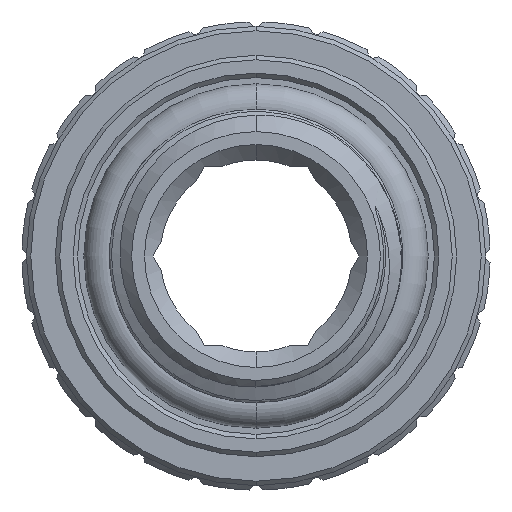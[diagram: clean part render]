
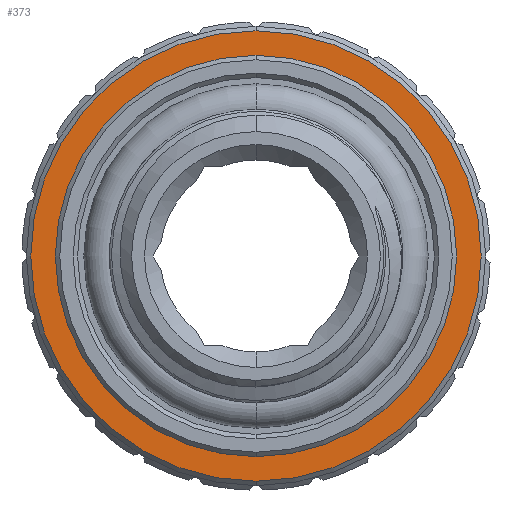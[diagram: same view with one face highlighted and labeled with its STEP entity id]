
A CAD part, front view. The second image highlights one B-rep face of the part: STEP entity #373.
In plain terms, the highlighted planar face has unit normal (0, -1, 0).
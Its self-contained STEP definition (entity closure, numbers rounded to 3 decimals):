
#299 = AXIS2_PLACEMENT_3D ( 'NONE', #15902, #2528, #14729 ) ;
#373 = ADVANCED_FACE ( 'NONE', ( #10957, #14010 ), #3153, .F. ) ;
#1012 = DIRECTION ( 'NONE',  ( 0., -1., 0. ) ) ;
#2528 = DIRECTION ( 'NONE',  ( 0., -1., 0. ) ) ;
#2978 = DIRECTION ( 'NONE',  ( 0., 1., 0. ) ) ;
#3153 = PLANE ( 'NONE',  #16385 ) ;
#3934 = DIRECTION ( 'NONE',  ( 0., 1., 0. ) ) ;
#3953 = EDGE_CURVE ( 'NONE', #6034, #15514, #4889, .T. ) ;
#4027 = CARTESIAN_POINT ( 'NONE',  ( 0., 0.2, 0. ) ) ;
#4235 = CARTESIAN_POINT ( 'NONE',  ( 5., 0.2, 0. ) ) ;
#4254 = DIRECTION ( 'NONE',  ( 0., 1., 0. ) ) ;
#4302 = VERTEX_POINT ( 'NONE', #12686 ) ;
#4324 = EDGE_CURVE ( 'NONE', #15514, #6034, #4588, .T. ) ;
#4588 = CIRCLE ( 'NONE', #8871, 10.1 ) ;
#4593 = EDGE_CURVE ( 'NONE', #6165, #4302, #7178, .T. ) ;
#4889 = CIRCLE ( 'NONE', #14918, 10.1 ) ;
#5037 = ORIENTED_EDGE ( 'NONE', *, *, #3953, .F. ) ;
#5134 = DIRECTION ( 'NONE',  ( 0., 0., -1. ) ) ;
#6034 = VERTEX_POINT ( 'NONE', #13510 ) ;
#6165 = VERTEX_POINT ( 'NONE', #13477 ) ;
#7178 = CIRCLE ( 'NONE', #299, 9. ) ;
#7241 = EDGE_LOOP ( 'NONE', ( #9543, #5037 ) ) ;
#7541 = EDGE_CURVE ( 'NONE', #4302, #6165, #11940, .T. ) ;
#8871 = AXIS2_PLACEMENT_3D ( 'NONE', #16550, #4254, #17538 ) ;
#9090 = CARTESIAN_POINT ( 'NONE',  ( 0., 0.2, 0. ) ) ;
#9367 = AXIS2_PLACEMENT_3D ( 'NONE', #9090, #1012, #5134 ) ;
#9368 = CARTESIAN_POINT ( 'NONE',  ( 0., 0.2, 10.1 ) ) ;
#9543 = ORIENTED_EDGE ( 'NONE', *, *, #4324, .F. ) ;
#10957 = FACE_BOUND ( 'NONE', #16834, .T. ) ;
#11139 = DIRECTION ( 'NONE',  ( 0., 0., 1. ) ) ;
#11940 = CIRCLE ( 'NONE', #9367, 9. ) ;
#12364 = DIRECTION ( 'NONE',  ( 0., 0., 1. ) ) ;
#12686 = CARTESIAN_POINT ( 'NONE',  ( 0., 0.2, 9. ) ) ;
#13032 = ORIENTED_EDGE ( 'NONE', *, *, #7541, .F. ) ;
#13477 = CARTESIAN_POINT ( 'NONE',  ( 0., 0.2, -9. ) ) ;
#13510 = CARTESIAN_POINT ( 'NONE',  ( 0., 0.2, -10.1 ) ) ;
#14010 = FACE_OUTER_BOUND ( 'NONE', #7241, .T. ) ;
#14729 = DIRECTION ( 'NONE',  ( 0., 0., -1. ) ) ;
#14918 = AXIS2_PLACEMENT_3D ( 'NONE', #4027, #3934, #12364 ) ;
#15514 = VERTEX_POINT ( 'NONE', #9368 ) ;
#15902 = CARTESIAN_POINT ( 'NONE',  ( 0., 0.2, 0. ) ) ;
#16103 = ORIENTED_EDGE ( 'NONE', *, *, #4593, .F. ) ;
#16385 = AXIS2_PLACEMENT_3D ( 'NONE', #4235, #2978, #11139 ) ;
#16550 = CARTESIAN_POINT ( 'NONE',  ( 0., 0.2, 0. ) ) ;
#16834 = EDGE_LOOP ( 'NONE', ( #13032, #16103 ) ) ;
#17538 = DIRECTION ( 'NONE',  ( 0., 0., 1. ) ) ;
